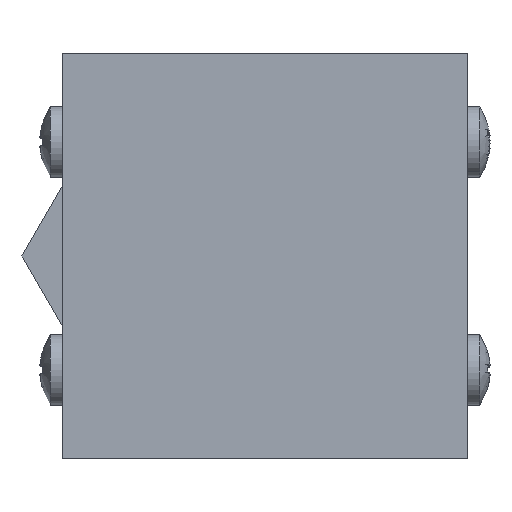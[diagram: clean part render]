
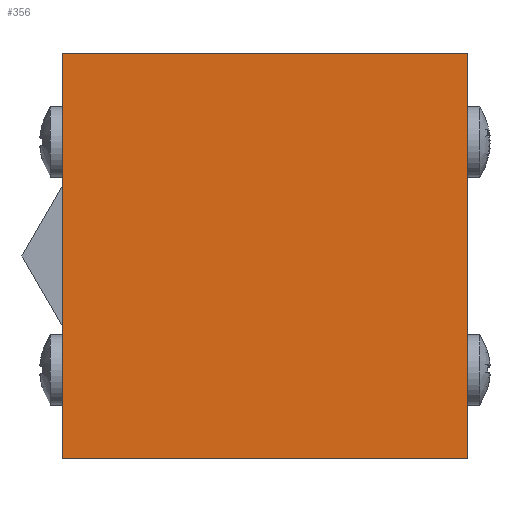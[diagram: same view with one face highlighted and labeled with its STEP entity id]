
A CAD part, left-side view. The second image highlights one B-rep face of the part: STEP entity #356.
In plain terms, the highlighted planar face has unit normal (-1, 0, 0).
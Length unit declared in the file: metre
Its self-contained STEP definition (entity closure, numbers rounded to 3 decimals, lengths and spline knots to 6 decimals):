
#356=ADVANCED_FACE('0:105',(#708),#709,.T.);
#708=FACE_OUTER_BOUND('',#1104,.T.);
#709=PLANE('',#1105);
#1104=EDGE_LOOP('',(#1708,#1709,#1710,#1711));
#1105=AXIS2_PLACEMENT_3D('',#1712,#1713,#1714);
#1708=ORIENTED_EDGE('',*,*,#2538,.F.);
#1709=ORIENTED_EDGE('',*,*,#2550,.F.);
#1710=ORIENTED_EDGE('',*,*,#2516,.T.);
#1711=ORIENTED_EDGE('',*,*,#2559,.T.);
#1712=CARTESIAN_POINT('',(-0.13,0.,-0.088276));
#1713=DIRECTION('',(-1.0,-0.0,0.0));
#1714=DIRECTION('',(0.0,0.0,1.0));
#2516=EDGE_CURVE('0:228',#2977,#2975,#2978,.T.);
#2538=EDGE_CURVE('0:282',#3014,#3016,#3017,.T.);
#2550=EDGE_CURVE('0:315',#2977,#3014,#3036,.T.);
#2559=EDGE_CURVE('0:333',#2975,#3016,#3047,.T.);
#2975=VERTEX_POINT('NONE',#3604);
#2977=VERTEX_POINT('NONE',#3607);
#2978=LINE('',#3608,#3609);
#3014=VERTEX_POINT('NONE',#3661);
#3016=VERTEX_POINT('NONE',#3664);
#3017=LINE('',#3665,#3666);
#3036=LINE('',#3695,#3696);
#3047=LINE('',#3710,#3711);
#3604=CARTESIAN_POINT('',(-0.13,0.,0.032));
#3607=CARTESIAN_POINT('',(-0.13,0.,0.));
#3608=CARTESIAN_POINT('',(-0.13,0.,-0.088276));
#3609=VECTOR('',#4358,1.0);
#3661=CARTESIAN_POINT('',(-0.13,0.032,0.));
#3664=CARTESIAN_POINT('',(-0.13,0.032,0.032));
#3665=CARTESIAN_POINT('',(-0.13,0.032,-0.088276));
#3666=VECTOR('',#4376,1.0);
#3695=CARTESIAN_POINT('',(-0.13,0.,0.));
#3696=VECTOR('',#4387,1.0);
#3710=CARTESIAN_POINT('',(-0.13,0.,0.032));
#3711=VECTOR('',#4397,1.0);
#4358=DIRECTION('',(0.0,0.,1.0));
#4376=DIRECTION('',(0.0,0.,1.0));
#4387=DIRECTION('',(-0.0,1.0,0.));
#4397=DIRECTION('',(-0.0,1.0,0.));
